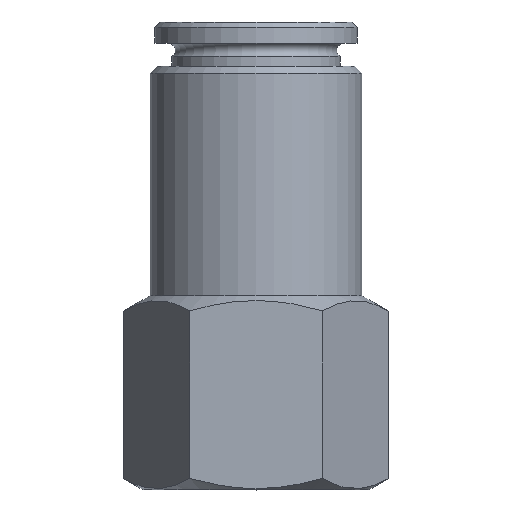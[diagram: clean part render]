
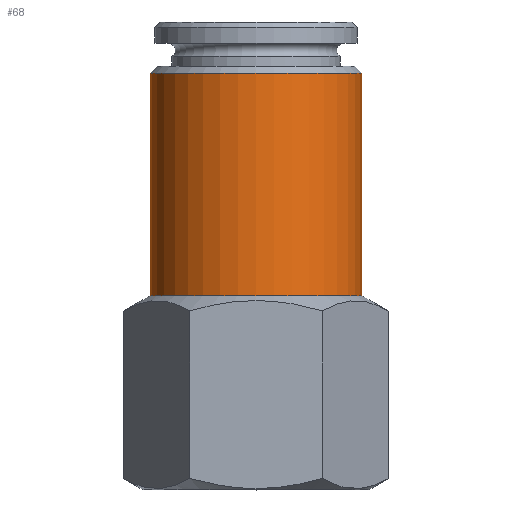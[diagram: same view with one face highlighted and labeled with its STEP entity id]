
A CAD part, top view. The second image highlights one B-rep face of the part: STEP entity #68.
In plain terms, the highlighted cylindrical face has radius 6 mm (diameter 12 mm), a full revolution.
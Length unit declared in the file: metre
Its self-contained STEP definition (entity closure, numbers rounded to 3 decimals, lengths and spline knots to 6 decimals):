
#68 = ADVANCED_FACE( 'NONE', ( #154, #155 ), #156, .T. );
#154 = FACE_OUTER_BOUND( '', #259, .T. );
#155 = FACE_OUTER_BOUND( '', #260, .T. );
#156 = CYLINDRICAL_SURFACE( '', #261, 0.006 );
#259 = EDGE_LOOP( '', ( #386 ) );
#260 = EDGE_LOOP( '', ( #387 ) );
#261 = AXIS2_PLACEMENT_3D( '', #388, #389, #390 );
#386 = ORIENTED_EDGE( '', *, *, #542, .F. );
#387 = ORIENTED_EDGE( '', *, *, #543, .T. );
#388 = CARTESIAN_POINT( '', ( 0., -0.005801, 0. ) );
#389 = DIRECTION( '', ( 0., 1., 0. ) );
#390 = DIRECTION( '', ( 0., 0., -1. ) );
#542 = EDGE_CURVE( 'NONE', #632, #632, #633, .T. );
#543 = EDGE_CURVE( 'NONE', #634, #634, #635, .T. );
#632 = VERTEX_POINT( '', #792 );
#633 = CIRCLE( '', #793, 0.006 );
#634 = VERTEX_POINT( '', #794 );
#635 = CIRCLE( '', #795, 0.006 );
#792 = CARTESIAN_POINT( '', ( 0., 0.011, -0.006 ) );
#793 = AXIS2_PLACEMENT_3D( '', #922, #923, #924 );
#794 = CARTESIAN_POINT( '', ( 0., 0.0236, -0.006 ) );
#795 = AXIS2_PLACEMENT_3D( '', #925, #926, #927 );
#922 = CARTESIAN_POINT( '', ( 0., 0.011, 0. ) );
#923 = DIRECTION( '', ( 0., -1., 0. ) );
#924 = DIRECTION( '', ( 0., 0., -1. ) );
#925 = CARTESIAN_POINT( '', ( 0., 0.0236, 0. ) );
#926 = DIRECTION( '', ( 0., -1., 0. ) );
#927 = DIRECTION( '', ( 0., 0., -1. ) );
